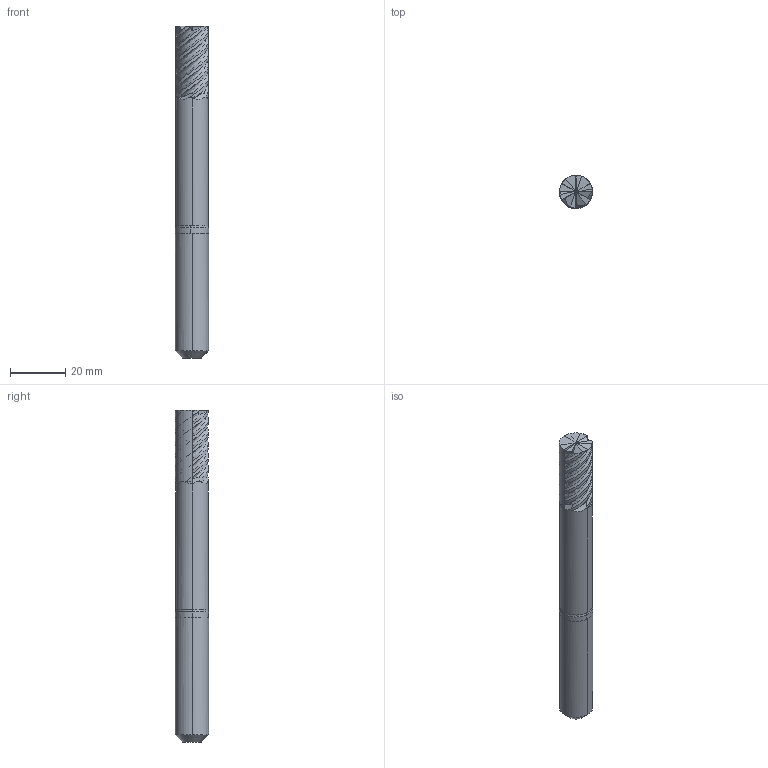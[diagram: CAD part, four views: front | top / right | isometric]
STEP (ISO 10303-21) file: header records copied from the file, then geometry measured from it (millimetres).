
FILE_DESCRIPTION((''),'2;1');
FILE_NAME('OPTIMILL_HARDENED_FINISH','2024-01-22T08:55:53',('venugopala'),(''),'CREO PARAMETRIC BY PTC INC, 2021184','CREO PARAMETRIC BY PTC INC, 2021184','');
FILE_SCHEMA(('AP242_MANAGED_MODEL_BASED_3D_ENGINEERING_MIM_LF { 1 0 10303 442 1 1 4 }'));
Length unit declared in the file: millimetre
Products named in the file (1): OPTIMILL_HARDENED_FINISH
Bounding box: 12 x 12 x 120 mm (x, y, z)
Volume: 12464.9 mm3; surface area: 7214.9 mm2
Topology: 1 solids, 3 shells, 90 faces, 334 edges, 290 vertices
Faces by surface type: plane 34, bspline 18, cone 15, cylinder 13, torus 10
Entity records: 12558 total; most frequent: CARTESIAN_POINT 8214, DIRECTION 742, ORIENTED_EDGE 480, AXIS2_PLACEMENT_3D 308, EDGE_CURVE 251, VERTEX_POINT 165, B_SPLINE_CURVE_WITH_KNOTS 149, CURVE_STYLE 141
